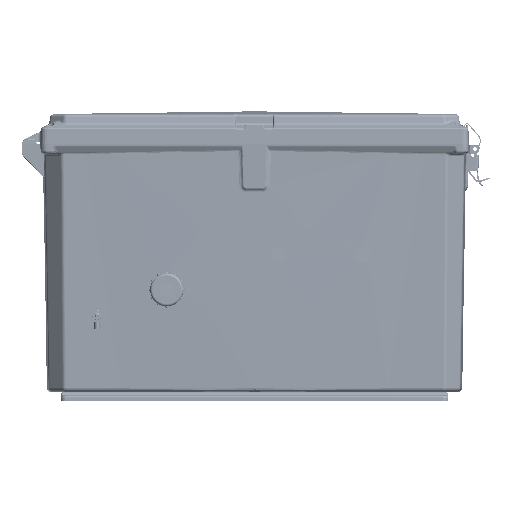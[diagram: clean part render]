
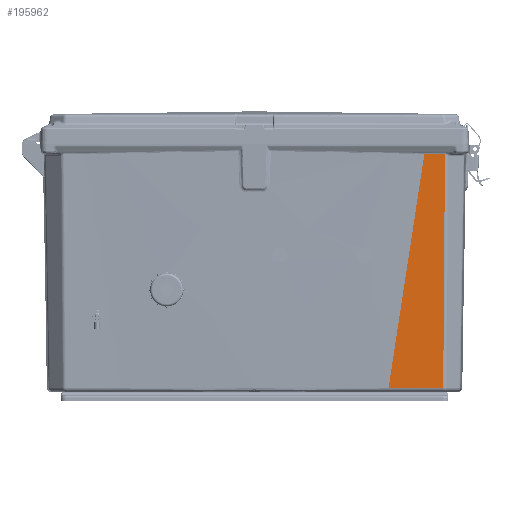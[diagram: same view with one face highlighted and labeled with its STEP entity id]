
A CAD part, front view. The second image highlights one B-rep face of the part: STEP entity #195962.
In plain terms, the highlighted face is planar.
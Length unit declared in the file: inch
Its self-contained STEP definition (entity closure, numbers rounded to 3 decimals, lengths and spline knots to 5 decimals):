
#15615 = CARTESIAN_POINT ( 'NONE',  ( 0., -9.3, 8.96206 ) ) ;
#21963 = CARTESIAN_POINT ( 'NONE',  ( -9.78313, -9.12923, -6.72854 ) ) ;
#26469 = EDGE_CURVE ( 'NONE', #238541, #69637, #196209, .T. ) ;
#32709 = CARTESIAN_POINT ( 'NONE',  ( -9.78314, -9.12923, -5.29072 ) ) ;
#37749 = CARTESIAN_POINT ( 'NONE',  ( -0.5738, -9.28998, -7.51403 ) ) ;
#45554 = CARTESIAN_POINT ( 'NONE',  ( -9.78314, -9.12923, -6.00963 ) ) ;
#48721 = ORIENTED_EDGE ( 'NONE', *, *, #199381, .T. ) ;
#49648 = FACE_OUTER_BOUND ( 'NONE', #266723, .T. ) ;
#64317 = CARTESIAN_POINT ( 'NONE',  ( -0.5738, -9.28998, 8.96206 ) ) ;
#69637 = VERTEX_POINT ( 'NONE', #32709 ) ;
#79779 = ORIENTED_EDGE ( 'NONE', *, *, #171065, .T. ) ;
#93458 = CARTESIAN_POINT ( 'NONE',  ( -9.78313, -9.12923, -7.44744 ) ) ;
#112189 = CARTESIAN_POINT ( 'NONE',  ( -0.5738, -9.28998, -6.70255 ) ) ;
#119490 = CARTESIAN_POINT ( 'NONE',  ( -9.78314, -9.12923, -5.29072 ) ) ;
#122978 = VERTEX_POINT ( 'NONE', #301230 ) ;
#144727 = CARTESIAN_POINT ( 'NONE',  ( -0.5738, -9.28998, -7.51403 ) ) ;
#150349 = EDGE_CURVE ( 'NONE', #238541, #206894, #169251, .T. ) ;
#164431 = DIRECTION ( 'NONE',  ( 1., -0.017, 0. ) ) ;
#167278 = CARTESIAN_POINT ( 'NONE',  ( -3.64358, -9.2364, -7.49183 ) ) ;
#169251 = B_SPLINE_CURVE_WITH_KNOTS ( 'NONE', 3,
 ( #93458, #241153, #167278, #144727 ),
 .UNSPECIFIED., .F., .F.,
 ( 4, 4 ),
 ( 0., 1. ),
 .UNSPECIFIED. ) ;
#171065 = EDGE_CURVE ( 'NONE', #122978, #69637, #172703, .T. ) ;
#172703 = B_SPLINE_CURVE_WITH_KNOTS ( 'NONE', 3,
 ( #112189, #232166, #256869, #283643 ),
 .UNSPECIFIED., .F., .F.,
 ( 4, 4 ),
 ( 0., 1. ),
 .UNSPECIFIED. ) ;
#195962 = ADVANCED_FACE ( 'NONE', ( #49648 ), #285580, .T. ) ;
#196209 = B_SPLINE_CURVE_WITH_KNOTS ( 'NONE', 3,
 ( #265225, #21963, #45554, #119490 ),
 .UNSPECIFIED., .F., .F.,
 ( 4, 4 ),
 ( 0., 1. ),
 .UNSPECIFIED. ) ;
#198318 = ORIENTED_EDGE ( 'NONE', *, *, #150349, .T. ) ;
#199381 = EDGE_CURVE ( 'NONE', #206894, #122978, #272058, .T. ) ;
#202879 = VECTOR ( 'NONE', #269840, 39.37008 ) ;
#206894 = VERTEX_POINT ( 'NONE', #37749 ) ;
#217858 = ORIENTED_EDGE ( 'NONE', *, *, #26469, .F. ) ;
#232166 = CARTESIAN_POINT ( 'NONE',  ( -4.00514, -9.23009, -6.17629 ) ) ;
#237471 = CARTESIAN_POINT ( 'NONE',  ( -9.78313, -9.12923, -7.44744 ) ) ;
#238541 = VERTEX_POINT ( 'NONE', #237471 ) ;
#241153 = CARTESIAN_POINT ( 'NONE',  ( -6.71335, -9.18282, -7.46964 ) ) ;
#256869 = CARTESIAN_POINT ( 'NONE',  ( -7.07492, -9.17651, -5.70568 ) ) ;
#265225 = CARTESIAN_POINT ( 'NONE',  ( -9.78313, -9.12923, -7.44744 ) ) ;
#266723 = EDGE_LOOP ( 'NONE', ( #198318, #48721, #79779, #217858 ) ) ;
#269840 = DIRECTION ( 'NONE',  ( 0., 0., 1. ) ) ;
#272058 = LINE ( 'NONE', #64317, #202879 ) ;
#283643 = CARTESIAN_POINT ( 'NONE',  ( -9.78314, -9.12923, -5.29072 ) ) ;
#285580 = PLANE ( 'NONE',  #292621 ) ;
#292621 = AXIS2_PLACEMENT_3D ( 'NONE', #15615, #311345, #164431 ) ;
#301230 = CARTESIAN_POINT ( 'NONE',  ( -0.5738, -9.28998, -6.70255 ) ) ;
#311345 = DIRECTION ( 'NONE',  ( -0.017, -1., 0. ) ) ;
